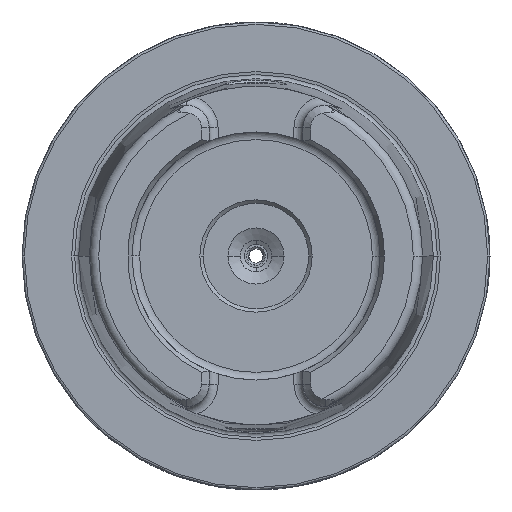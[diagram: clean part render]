
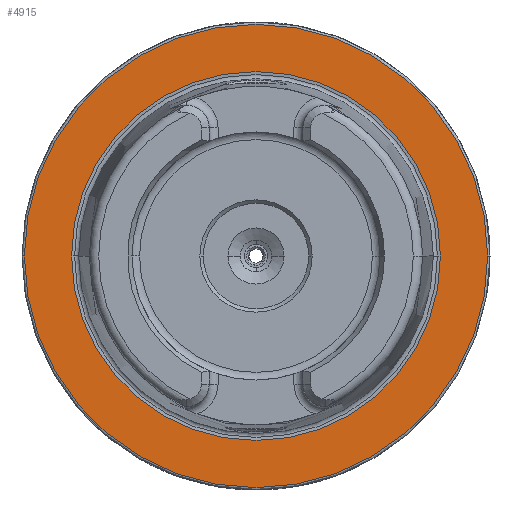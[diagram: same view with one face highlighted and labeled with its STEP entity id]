
A CAD part, left-side view. The second image highlights one B-rep face of the part: STEP entity #4915.
In plain terms, the highlighted planar face has unit normal (-1, 0, 0).
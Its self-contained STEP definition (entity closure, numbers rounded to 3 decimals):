
#277 = CARTESIAN_POINT ( 'NONE',  ( 0., 39.405, 0. ) ) ;
#792 = EDGE_CURVE ( 'NONE', #1427, #1523, #861, .T. ) ;
#861 = CIRCLE ( 'NONE', #4108, 49.5 ) ;
#897 = EDGE_CURVE ( 'NONE', #7867, #4626, #1372, .T. ) ;
#1091 = AXIS2_PLACEMENT_3D ( 'NONE', #3812, #3791, #3782 ) ;
#1372 = CIRCLE ( 'NONE', #6349, 39.405 ) ;
#1427 = VERTEX_POINT ( 'NONE', #5141 ) ;
#1523 = VERTEX_POINT ( 'NONE', #4177 ) ;
#1611 = AXIS2_PLACEMENT_3D ( 'NONE', #4156, #4135, #4118 ) ;
#2208 = ORIENTED_EDGE ( 'NONE', *, *, #3474, .F. ) ;
#2329 = ORIENTED_EDGE ( 'NONE', *, *, #897, .F. ) ;
#2411 = ORIENTED_EDGE ( 'NONE', *, *, #792, .T. ) ;
#2464 = ORIENTED_EDGE ( 'NONE', *, *, #3529, .T. ) ;
#3474 = EDGE_CURVE ( 'NONE', #4626, #7867, #7558, .T. ) ;
#3529 = EDGE_CURVE ( 'NONE', #1523, #1427, #7544, .T. ) ;
#3774 = DIRECTION ( 'NONE',  ( 0., 1., 0. ) ) ;
#3777 = DIRECTION ( 'NONE',  ( 1., 0., 0. ) ) ;
#3782 = DIRECTION ( 'NONE',  ( 0., -1., 0. ) ) ;
#3791 = DIRECTION ( 'NONE',  ( -1., 0., 0. ) ) ;
#3794 = PLANE ( 'NONE',  #7028 ) ;
#3812 = CARTESIAN_POINT ( 'NONE',  ( 0., 0., 0. ) ) ;
#3868 = CARTESIAN_POINT ( 'NONE',  ( 0., 49.5, 0. ) ) ;
#4108 = AXIS2_PLACEMENT_3D ( 'NONE', #8484, #8471, #8469 ) ;
#4118 = DIRECTION ( 'NONE',  ( 0., -1., 0. ) ) ;
#4135 = DIRECTION ( 'NONE',  ( -1., 0., 0. ) ) ;
#4156 = CARTESIAN_POINT ( 'NONE',  ( 0., 0., 0. ) ) ;
#4177 = CARTESIAN_POINT ( 'NONE',  ( 0., 49.5, 0. ) ) ;
#4626 = VERTEX_POINT ( 'NONE', #8070 ) ;
#4915 = ADVANCED_FACE ( 'NONE', ( #5305, #5439 ), #3794, .F. ) ;
#5141 = CARTESIAN_POINT ( 'NONE',  ( 0., -49.5, 0. ) ) ;
#5305 = FACE_BOUND ( 'NONE', #6843, .T. ) ;
#5439 = FACE_OUTER_BOUND ( 'NONE', #9312, .T. ) ;
#6349 = AXIS2_PLACEMENT_3D ( 'NONE', #8154, #8146, #8144 ) ;
#6843 = EDGE_LOOP ( 'NONE', ( #2208, #2329 ) ) ;
#7028 = AXIS2_PLACEMENT_3D ( 'NONE', #3868, #3777, #3774 ) ;
#7544 = CIRCLE ( 'NONE', #1091, 49.5 ) ;
#7558 = CIRCLE ( 'NONE', #1611, 39.405 ) ;
#7867 = VERTEX_POINT ( 'NONE', #277 ) ;
#8070 = CARTESIAN_POINT ( 'NONE',  ( 0., -39.405, 0. ) ) ;
#8144 = DIRECTION ( 'NONE',  ( 0., -1., 0. ) ) ;
#8146 = DIRECTION ( 'NONE',  ( -1., 0., 0. ) ) ;
#8154 = CARTESIAN_POINT ( 'NONE',  ( 0., 0., 0. ) ) ;
#8469 = DIRECTION ( 'NONE',  ( 0., -1., 0. ) ) ;
#8471 = DIRECTION ( 'NONE',  ( -1., 0., 0. ) ) ;
#8484 = CARTESIAN_POINT ( 'NONE',  ( 0., 0., 0. ) ) ;
#9312 = EDGE_LOOP ( 'NONE', ( #2411, #2464 ) ) ;
